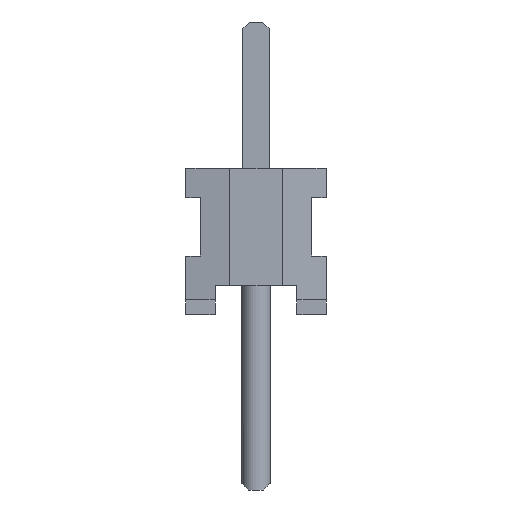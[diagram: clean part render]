
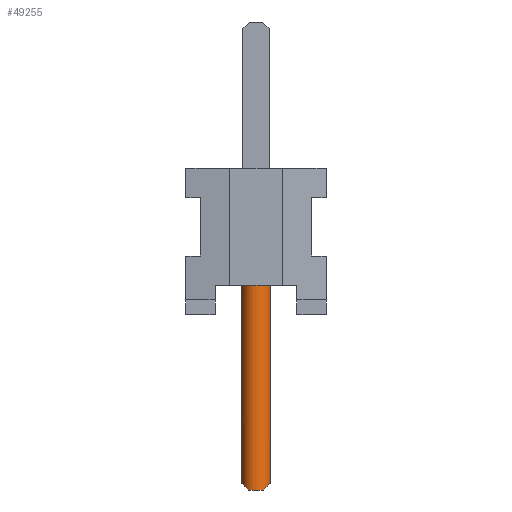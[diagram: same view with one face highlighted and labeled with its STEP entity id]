
A CAD part, left-side view. The second image highlights one B-rep face of the part: STEP entity #49255.
In plain terms, the highlighted cylindrical face has radius 0.254 mm (diameter 0.508 mm), a full revolution.
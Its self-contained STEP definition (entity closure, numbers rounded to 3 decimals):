
#46905 = EDGE_CURVE('',#46906,#46908,#46910,.T.);
#46906 = VERTEX_POINT('',#46907);
#46907 = CARTESIAN_POINT('',(-23.749,0.,1.27));
#46908 = VERTEX_POINT('',#46909);
#46909 = CARTESIAN_POINT('',(-23.715,0.127,1.27));
#46910 = CIRCLE('',#46911,0.254);
#46911 = AXIS2_PLACEMENT_3D('',#46912,#46913,#46914);
#46912 = CARTESIAN_POINT('',(-23.495,0.,1.27));
#46913 = DIRECTION('',(0.,0.,1.));
#46914 = DIRECTION('',(1.,0.,0.));
#46916 = EDGE_CURVE('',#46908,#46906,#46917,.T.);
#46917 = CIRCLE('',#46918,0.254);
#46918 = AXIS2_PLACEMENT_3D('',#46919,#46920,#46921);
#46919 = CARTESIAN_POINT('',(-23.495,0.,1.27));
#46920 = DIRECTION('',(0.,0.,1.));
#46921 = DIRECTION('',(1.,0.,0.));
#49255 = ADVANCED_FACE('',(#49256),#49302,.T.);
#49256 = FACE_BOUND('',#49257,.T.);
#49257 = EDGE_LOOP('',(#49258,#49259,#49266,#49275,#49284,#49293,#49300,
    #49301));
#49258 = ORIENTED_EDGE('',*,*,#46916,.F.);
#49259 = ORIENTED_EDGE('',*,*,#49260,.T.);
#49260 = EDGE_CURVE('',#46908,#49261,#49263,.T.);
#49261 = VERTEX_POINT('',#49262);
#49262 = CARTESIAN_POINT('',(-23.715,0.127,-3.048));
#49263 = B_SPLINE_CURVE_WITH_KNOTS('',1,(#49264,#49265),.UNSPECIFIED.,
  .F.,.F.,(2,2),(0.,4.318),.PIECEWISE_BEZIER_KNOTS.);
#49264 = CARTESIAN_POINT('',(-23.715,0.127,1.27));
#49265 = CARTESIAN_POINT('',(-23.715,0.127,-3.048));
#49266 = ORIENTED_EDGE('',*,*,#49267,.T.);
#49267 = EDGE_CURVE('',#49261,#49268,#49270,.T.);
#49268 = VERTEX_POINT('',#49269);
#49269 = CARTESIAN_POINT('',(-23.715,-0.127,-3.048));
#49270 = CIRCLE('',#49271,0.254);
#49271 = AXIS2_PLACEMENT_3D('',#49272,#49273,#49274);
#49272 = CARTESIAN_POINT('',(-23.495,0.,-3.048));
#49273 = DIRECTION('',(0.,0.,1.));
#49274 = DIRECTION('',(0.,-1.,0.));
#49275 = ORIENTED_EDGE('',*,*,#49276,.T.);
#49276 = EDGE_CURVE('',#49268,#49277,#49279,.T.);
#49277 = VERTEX_POINT('',#49278);
#49278 = CARTESIAN_POINT('',(-23.275,-0.127,-3.048));
#49279 = ELLIPSE('',#49280,0.359,0.254);
#49280 = AXIS2_PLACEMENT_3D('',#49281,#49282,#49283);
#49281 = CARTESIAN_POINT('',(-23.495,0.,-3.175));
#49282 = DIRECTION('',(0.,0.707,0.707));
#49283 = DIRECTION('',(0.,0.707,-0.707));
#49284 = ORIENTED_EDGE('',*,*,#49285,.T.);
#49285 = EDGE_CURVE('',#49277,#49286,#49288,.T.);
#49286 = VERTEX_POINT('',#49287);
#49287 = CARTESIAN_POINT('',(-23.275,0.127,-3.048));
#49288 = CIRCLE('',#49289,0.254);
#49289 = AXIS2_PLACEMENT_3D('',#49290,#49291,#49292);
#49290 = CARTESIAN_POINT('',(-23.495,0.,-3.048));
#49291 = DIRECTION('',(0.,0.,1.));
#49292 = DIRECTION('',(0.,-1.,0.));
#49293 = ORIENTED_EDGE('',*,*,#49294,.T.);
#49294 = EDGE_CURVE('',#49286,#49261,#49295,.T.);
#49295 = ELLIPSE('',#49296,0.359,0.254);
#49296 = AXIS2_PLACEMENT_3D('',#49297,#49298,#49299);
#49297 = CARTESIAN_POINT('',(-23.495,0.,-3.175));
#49298 = DIRECTION('',(0.,-0.707,0.707));
#49299 = DIRECTION('',(0.,-0.707,-0.707));
#49300 = ORIENTED_EDGE('',*,*,#49260,.F.);
#49301 = ORIENTED_EDGE('',*,*,#46905,.F.);
#49302 = CYLINDRICAL_SURFACE('',#49303,0.254);
#49303 = AXIS2_PLACEMENT_3D('',#49304,#49305,#49306);
#49304 = CARTESIAN_POINT('',(-23.495,0.,1.27));
#49305 = DIRECTION('',(0.,0.,-1.));
#49306 = DIRECTION('',(0.,1.,0.));
